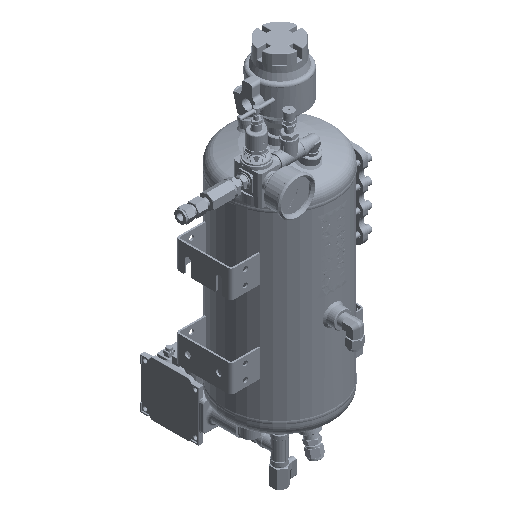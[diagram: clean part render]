
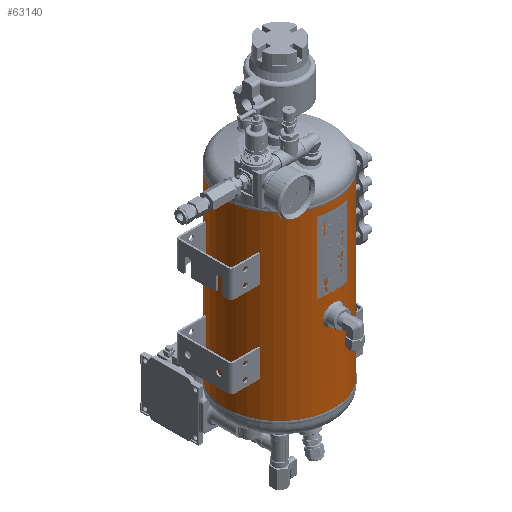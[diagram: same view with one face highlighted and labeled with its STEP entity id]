
A CAD part, isometric view. The second image highlights one B-rep face of the part: STEP entity #63140.
In plain terms, the highlighted cylindrical face has radius 100 mm (diameter 200 mm), a partial arc.
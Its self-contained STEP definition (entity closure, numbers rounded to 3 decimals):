
#3843=LINE('',#104547,#7728);
#3844=LINE('',#104552,#7729);
#3845=LINE('',#104556,#7730);
#3846=LINE('',#104560,#7731);
#7728=VECTOR('',#86723,1000.);
#7729=VECTOR('',#86726,1000.);
#7730=VECTOR('',#86729,1000.);
#7731=VECTOR('',#86732,1000.);
#11613=CIRCLE('',#79787,100.);
#11614=CIRCLE('',#79788,100.);
#11615=CIRCLE('',#79789,100.);
#11616=CIRCLE('',#79790,100.);
#14312=ORIENTED_EDGE('',*,*,#33410,.T.);
#14313=ORIENTED_EDGE('',*,*,#33411,.T.);
#14314=ORIENTED_EDGE('',*,*,#33412,.T.);
#14315=ORIENTED_EDGE('',*,*,#33413,.F.);
#14316=ORIENTED_EDGE('',*,*,#33414,.F.);
#14317=ORIENTED_EDGE('',*,*,#33415,.F.);
#14318=ORIENTED_EDGE('',*,*,#33416,.F.);
#14319=ORIENTED_EDGE('',*,*,#33417,.T.);
#14320=ORIENTED_EDGE('',*,*,#33418,.T.);
#14321=ORIENTED_EDGE('',*,*,#33419,.F.);
#14322=ORIENTED_EDGE('',*,*,#33420,.F.);
#33410=EDGE_CURVE('',#42959,#42959,#49423,.T.);
#33411=EDGE_CURVE('',#42960,#42960,#49424,.T.);
#33412=EDGE_CURVE('',#42961,#42961,#49425,.T.);
#33413=EDGE_CURVE('',#42962,#42963,#3843,.T.);
#33414=EDGE_CURVE('',#42964,#42962,#11613,.T.);
#33415=EDGE_CURVE('',#42965,#42964,#3844,.F.);
#33416=EDGE_CURVE('',#42966,#42965,#11614,.T.);
#33417=EDGE_CURVE('',#42966,#42967,#3845,.T.);
#33418=EDGE_CURVE('',#42967,#42968,#11615,.T.);
#33419=EDGE_CURVE('',#42969,#42968,#3846,.T.);
#33420=EDGE_CURVE('',#42963,#42969,#11616,.T.);
#42959=VERTEX_POINT('',#104522);
#42960=VERTEX_POINT('',#104534);
#42961=VERTEX_POINT('',#104546);
#42962=VERTEX_POINT('',#104548);
#42963=VERTEX_POINT('',#104549);
#42964=VERTEX_POINT('',#104551);
#42965=VERTEX_POINT('',#104553);
#42966=VERTEX_POINT('',#104555);
#42967=VERTEX_POINT('',#104557);
#42968=VERTEX_POINT('',#104559);
#42969=VERTEX_POINT('',#104561);
#49423=B_SPLINE_CURVE_WITH_KNOTS('',3,(#104503,#104504,#104505,#104506,
#104507,#104508,#104509,#104510,#104511,#104512,#104513,#104514,#104515,
#104516,#104517,#104518,#104519,#104520,#104521),.UNSPECIFIED.,.T.,.F.,
(1,1,1,1,1,1,1,1,1,1,1,1,1,1,1,1,1,1,1,1,1,1,1),(-0.018,-0.012,
-0.006,0.,0.006,0.012,0.018,
0.023,0.029,0.035,0.041,
0.047,0.053,0.059,0.065,
0.07,0.076,0.082,0.088,
0.094,0.1,0.106,0.112),
 .UNSPECIFIED.);
#49424=B_SPLINE_CURVE_WITH_KNOTS('',3,(#104523,#104524,#104525,#104526,
#104527,#104528,#104529,#104530,#104531,#104532,#104533),.UNSPECIFIED.,
 .T.,.F.,(1,1,1,1,1,1,1,1,1,1,1,1,1,1,1),(-0.012,-0.008,
-0.004,0.,0.004,0.008,
0.012,0.016,0.02,0.023,
0.027,0.031,0.035,0.039,
0.043),.UNSPECIFIED.);
#49425=B_SPLINE_CURVE_WITH_KNOTS('',3,(#104535,#104536,#104537,#104538,
#104539,#104540,#104541,#104542,#104543,#104544,#104545),.UNSPECIFIED.,
 .T.,.F.,(1,1,1,1,1,1,1,1,1,1,1,1,1,1,1),(-0.012,-0.008,
-0.004,0.,0.004,0.008,
0.012,0.016,0.02,0.023,
0.027,0.031,0.035,0.039,
0.043),.UNSPECIFIED.);
#51939=EDGE_LOOP('',(#14312));
#51940=EDGE_LOOP('',(#14313));
#51941=EDGE_LOOP('',(#14314));
#51942=EDGE_LOOP('',(#14315,#14316,#14317,#14318,#14319,#14320,#14321,#14322));
#56983=FACE_BOUND('',#51939,.T.);
#56984=FACE_BOUND('',#51940,.T.);
#56985=FACE_BOUND('',#51941,.T.);
#56986=FACE_BOUND('',#51942,.T.);
#62027=CYLINDRICAL_SURFACE('',#79786,100.);
#63140=ADVANCED_FACE('',(#56983,#56984,#56985,#56986),#62027,.T.);
#79786=AXIS2_PLACEMENT_3D('',#104502,#86721,#86722);
#79787=AXIS2_PLACEMENT_3D('',#104550,#86724,#86725);
#79788=AXIS2_PLACEMENT_3D('',#104554,#86727,#86728);
#79789=AXIS2_PLACEMENT_3D('',#104558,#86730,#86731);
#79790=AXIS2_PLACEMENT_3D('',#104562,#86733,#86734);
#86721=DIRECTION('',(0.,-1.,0.));
#86722=DIRECTION('',(0.,0.,-1.));
#86723=DIRECTION('',(0.,-1.,0.));
#86724=DIRECTION('',(0.,1.,0.));
#86725=DIRECTION('',(1.,0.,0.));
#86726=DIRECTION('',(0.,-1.,0.));
#86727=DIRECTION('',(0.,-1.,0.));
#86728=DIRECTION('',(1.,0.,0.));
#86729=DIRECTION('',(0.,-1.,0.));
#86730=DIRECTION('',(0.,1.,0.));
#86731=DIRECTION('',(1.,0.,0.));
#86732=DIRECTION('',(0.,-1.,0.));
#86733=DIRECTION('',(0.,-1.,0.));
#86734=DIRECTION('',(1.,0.,0.));
#104502=CARTESIAN_POINT('',(0.,330.,0.));
#104503=CARTESIAN_POINT('',(-98.994,187.429,14.208));
#104504=CARTESIAN_POINT('',(-98.806,181.503,15.395));
#104505=CARTESIAN_POINT('',(-98.993,175.608,14.214));
#104506=CARTESIAN_POINT('',(-99.436,170.625,10.88));
#104507=CARTESIAN_POINT('',(-99.878,167.295,5.9));
#104508=CARTESIAN_POINT('',(-100.061,166.117,0.009));
#104509=CARTESIAN_POINT('',(-99.879,167.288,-5.887));
#104510=CARTESIAN_POINT('',(-99.437,170.623,-10.879));
#104511=CARTESIAN_POINT('',(-98.992,175.61,-14.215));
#104512=CARTESIAN_POINT('',(-98.807,181.503,-15.391));
#104513=CARTESIAN_POINT('',(-98.992,187.396,-14.219));
#104514=CARTESIAN_POINT('',(-99.435,192.379,-10.892));
#104515=CARTESIAN_POINT('',(-99.877,195.718,-5.914));
#104516=CARTESIAN_POINT('',(-100.061,196.901,-0.013));
#104517=CARTESIAN_POINT('',(-99.878,195.728,5.889));
#104518=CARTESIAN_POINT('',(-99.437,192.395,10.874));
#104519=CARTESIAN_POINT('',(-98.994,187.429,14.208));
#104520=CARTESIAN_POINT('',(-98.806,181.503,15.395));
#104521=CARTESIAN_POINT('',(-98.993,175.608,14.214));
#104522=CARTESIAN_POINT('',(-98.869,181.508,15.));
#104523=CARTESIAN_POINT('',(3.922,158.915,-99.937));
#104524=CARTESIAN_POINT('',(-0.001,160.542,-100.031));
#104525=CARTESIAN_POINT('',(-3.918,158.916,-99.937));
#104526=CARTESIAN_POINT('',(-5.54,155.004,-99.844));
#104527=CARTESIAN_POINT('',(-3.921,151.083,-99.937));
#104528=CARTESIAN_POINT('',(-0.001,149.46,-100.031));
#104529=CARTESIAN_POINT('',(3.913,151.078,-99.938));
#104530=CARTESIAN_POINT('',(5.541,154.994,-99.844));
#104531=CARTESIAN_POINT('',(3.922,158.915,-99.937));
#104532=CARTESIAN_POINT('',(-0.001,160.542,-100.031));
#104533=CARTESIAN_POINT('',(-3.918,158.916,-99.937));
#104534=CARTESIAN_POINT('',(0.,160.,-100.));
#104535=CARTESIAN_POINT('',(3.922,48.915,-99.937));
#104536=CARTESIAN_POINT('',(-0.001,50.542,-100.031));
#104537=CARTESIAN_POINT('',(-3.918,48.916,-99.937));
#104538=CARTESIAN_POINT('',(-5.54,45.004,-99.844));
#104539=CARTESIAN_POINT('',(-3.921,41.083,-99.937));
#104540=CARTESIAN_POINT('',(-0.001,39.46,-100.031));
#104541=CARTESIAN_POINT('',(3.913,41.078,-99.938));
#104542=CARTESIAN_POINT('',(5.541,44.994,-99.844));
#104543=CARTESIAN_POINT('',(3.922,48.915,-99.937));
#104544=CARTESIAN_POINT('',(-0.001,50.542,-100.031));
#104545=CARTESIAN_POINT('',(-3.918,48.916,-99.937));
#104546=CARTESIAN_POINT('',(0.,50.,-100.));
#104547=CARTESIAN_POINT('',(-0.241,165.,100.));
#104548=CARTESIAN_POINT('',(-0.241,330.,100.));
#104549=CARTESIAN_POINT('',(-0.241,265.,100.));
#104550=CARTESIAN_POINT('',(0.,330.,0.));
#104551=CARTESIAN_POINT('',(0.241,330.,100.));
#104552=CARTESIAN_POINT('',(0.241,165.,100.));
#104553=CARTESIAN_POINT('',(0.241,265.,100.));
#104554=CARTESIAN_POINT('',(0.,265.,0.));
#104555=CARTESIAN_POINT('',(0.254,265.,100.));
#104556=CARTESIAN_POINT('',(0.254,265.,100.));
#104557=CARTESIAN_POINT('',(0.254,0.,100.));
#104558=CARTESIAN_POINT('',(0.,0.,0.));
#104559=CARTESIAN_POINT('',(-0.254,0.,100.));
#104560=CARTESIAN_POINT('',(-0.254,265.,100.));
#104561=CARTESIAN_POINT('',(-0.254,265.,100.));
#104562=CARTESIAN_POINT('',(0.,265.,0.));
